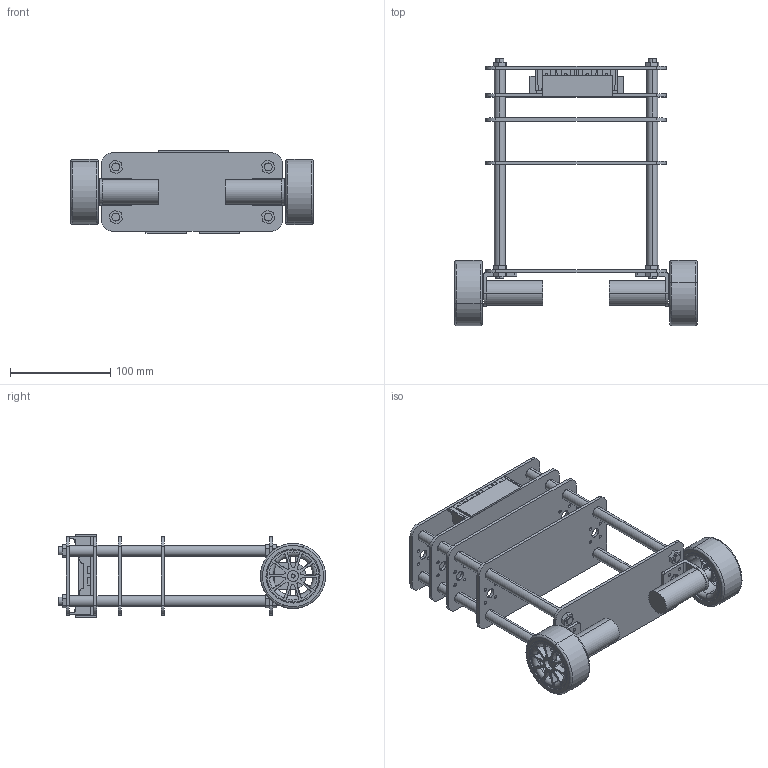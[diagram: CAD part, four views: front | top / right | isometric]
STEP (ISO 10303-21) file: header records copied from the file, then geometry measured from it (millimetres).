
FILE_DESCRIPTION (( 'STEP AP214' ), '1' );
FILE_NAME ('Ansamblu robot 3D.STEP', '2019-07-09T15:31:32', ( '' ), ( '' ), 'SwSTEP 2.0', 'SolidWorks 2018', '' );
FILE_SCHEMA (( 'AUTOMOTIVE_DESIGN' ));
Length unit declared in the file: millimetre
Products named in the file (20): distantier 3; roata; Ansamblu robot 3D; holder mare; holdermic; ??????3^????? ?????????????? BC-18650-PC4___ _________; cauciuc; ??????2^????? ?????????????? BC-18650-PC4___ _________; motor+roata; motor; baterie; distantier 2; ????? ?????????????? BC-18650-PC4___ _________; placa baza; distantier 1; surub; baza; Part6; janta; distantier4
Assembly tree (44 placements, depth 5):
  Ansamblu robot 3D
    baza
      placa baza
      motor+roata  x2
        motor
        roata
          janta
          cauciuc
    surub  x4
    placa baza  x4
    distantier 1  x4
    distantier 2  x4
    baterie
      Part6
      ????? ?????????????? BC-18650-PC4___ _________  x2
        ??????2^????? ?????????????? BC-18650-PC4___ _________
        ??????3^????? ?????????????? BC-18650-PC4___ _________
    distantier 3  x4
    distantier4  x4
    holder mare
    holdermic  x2
Bounding box: 242.33 x 266.64 x 82 mm (x, y, z)
Volume: 505259.9 mm3; surface area: 340141.5 mm2
Topology: 45 solids, 45 shells, 2740 faces, 7242 edges, 4744 vertices
Faces by surface type: plane 1668, cylinder 618, bspline 414, torus 40
Entity records: 48741 total; most frequent: CARTESIAN_POINT 19523, ORIENTED_EDGE 6150, DIRECTION 5113, EDGE_CURVE 3075, VECTOR 2133, LINE 2133, VERTEX_POINT 2032, AXIS2_PLACEMENT_3D 1490
